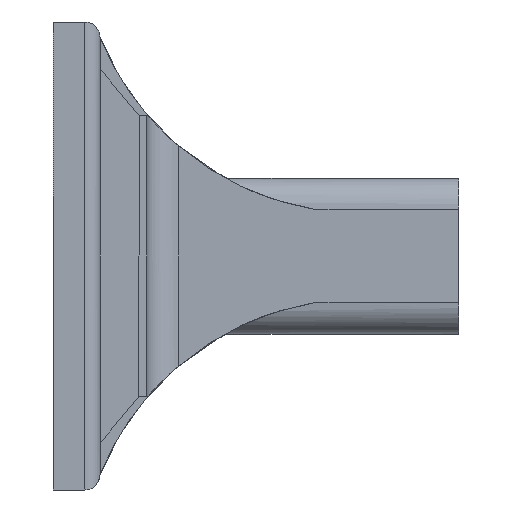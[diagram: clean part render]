
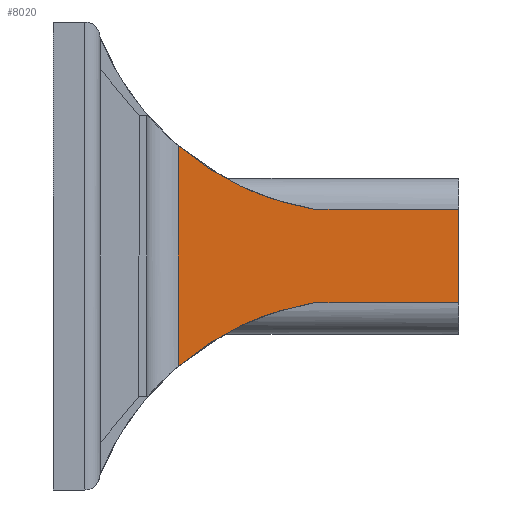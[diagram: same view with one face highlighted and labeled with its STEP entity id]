
A CAD part, left-side view. The second image highlights one B-rep face of the part: STEP entity #8020.
In plain terms, the highlighted planar face has unit normal (-1, 0, 0).
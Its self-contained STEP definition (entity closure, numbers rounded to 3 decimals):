
#12 = DIRECTION ( 'NONE',  ( 0., 0., 1. ) ) ;
#426 = VERTEX_POINT ( 'NONE', #5980 ) ;
#621 = VECTOR ( 'NONE', #1675, 1000. ) ;
#883 = ORIENTED_EDGE ( 'NONE', *, *, #4351, .F. ) ;
#1024 = LINE ( 'NONE', #2410, #621 ) ;
#1101 = VECTOR ( 'NONE', #12, 1000. ) ;
#1272 = EDGE_CURVE ( 'NONE', #1688, #426, #1024, .T. ) ;
#1507 = AXIS2_PLACEMENT_3D ( 'NONE', #5719, #5674, #6241 ) ;
#1675 = DIRECTION ( 'NONE',  ( 0., 0., -1. ) ) ;
#1688 = VERTEX_POINT ( 'NONE', #5061 ) ;
#1799 = EDGE_CURVE ( 'NONE', #6541, #7469, #7062, .T. ) ;
#2089 = VERTEX_POINT ( 'NONE', #3413 ) ;
#2248 = DIRECTION ( 'NONE',  ( 0., 0., -1. ) ) ;
#2335 = DIRECTION ( 'NONE',  ( 1., 0., 0. ) ) ;
#2347 = ORIENTED_EDGE ( 'NONE', *, *, #1272, .F. ) ;
#2410 = CARTESIAN_POINT ( 'NONE',  ( -69., -26., 0. ) ) ;
#2455 = AXIS2_PLACEMENT_3D ( 'NONE', #3530, #2335, #2248 ) ;
#2555 = LINE ( 'NONE', #5551, #1101 ) ;
#3049 = CARTESIAN_POINT ( 'NONE',  ( -69., -16.712, 3. ) ) ;
#3208 = VERTEX_POINT ( 'NONE', #5277 ) ;
#3257 = PLANE ( 'NONE',  #1507 ) ;
#3265 = ORIENTED_EDGE ( 'NONE', *, *, #6029, .T. ) ;
#3316 = VECTOR ( 'NONE', #4162, 1000. ) ;
#3413 = CARTESIAN_POINT ( 'NONE',  ( -69., -8., -7.079 ) ) ;
#3501 = CARTESIAN_POINT ( 'NONE',  ( -69., -19.127, -3. ) ) ;
#3530 = CARTESIAN_POINT ( 'NONE',  ( -69., -19.75, -20.833 ) ) ;
#3664 = DIRECTION ( 'NONE',  ( 0., 0., -1. ) ) ;
#3736 = VECTOR ( 'NONE', #4654, 1000. ) ;
#4162 = DIRECTION ( 'NONE',  ( 0., 1., 0. ) ) ;
#4252 = CARTESIAN_POINT ( 'NONE',  ( -69., -19.75, 20.833 ) ) ;
#4351 = EDGE_CURVE ( 'NONE', #6541, #1688, #5560, .T. ) ;
#4654 = DIRECTION ( 'NONE',  ( 0., -1., 0. ) ) ;
#4731 = LINE ( 'NONE', #3501, #3316 ) ;
#5061 = CARTESIAN_POINT ( 'NONE',  ( -69., -26., 3. ) ) ;
#5277 = CARTESIAN_POINT ( 'NONE',  ( -69., -16.712, -3. ) ) ;
#5551 = CARTESIAN_POINT ( 'NONE',  ( -69., -8., 0. ) ) ;
#5560 = LINE ( 'NONE', #7160, #3736 ) ;
#5629 = FACE_OUTER_BOUND ( 'NONE', #6588, .T. ) ;
#5674 = DIRECTION ( 'NONE',  ( 1., 0., 0. ) ) ;
#5719 = CARTESIAN_POINT ( 'NONE',  ( -69., -12.255, 0. ) ) ;
#5881 = ORIENTED_EDGE ( 'NONE', *, *, #7985, .F. ) ;
#5926 = CARTESIAN_POINT ( 'NONE',  ( -69., -8., 7.079 ) ) ;
#5959 = CIRCLE ( 'NONE', #2455, 18.09 ) ;
#5980 = CARTESIAN_POINT ( 'NONE',  ( -69., -26., -3. ) ) ;
#6029 = EDGE_CURVE ( 'NONE', #2089, #3208, #5959, .T. ) ;
#6241 = DIRECTION ( 'NONE',  ( 0., 0., -1. ) ) ;
#6398 = AXIS2_PLACEMENT_3D ( 'NONE', #4252, #6742, #3664 ) ;
#6541 = VERTEX_POINT ( 'NONE', #3049 ) ;
#6588 = EDGE_LOOP ( 'NONE', ( #3265, #7589, #2347, #883, #7108, #5881 ) ) ;
#6742 = DIRECTION ( 'NONE',  ( 1., 0., 0. ) ) ;
#7062 = CIRCLE ( 'NONE', #6398, 18.09 ) ;
#7108 = ORIENTED_EDGE ( 'NONE', *, *, #1799, .T. ) ;
#7160 = CARTESIAN_POINT ( 'NONE',  ( -69., -12.255, 3. ) ) ;
#7434 = EDGE_CURVE ( 'NONE', #426, #3208, #4731, .T. ) ;
#7469 = VERTEX_POINT ( 'NONE', #5926 ) ;
#7589 = ORIENTED_EDGE ( 'NONE', *, *, #7434, .F. ) ;
#7985 = EDGE_CURVE ( 'NONE', #2089, #7469, #2555, .T. ) ;
#8020 = ADVANCED_FACE ( 'NONE', ( #5629 ), #3257, .F. ) ;
